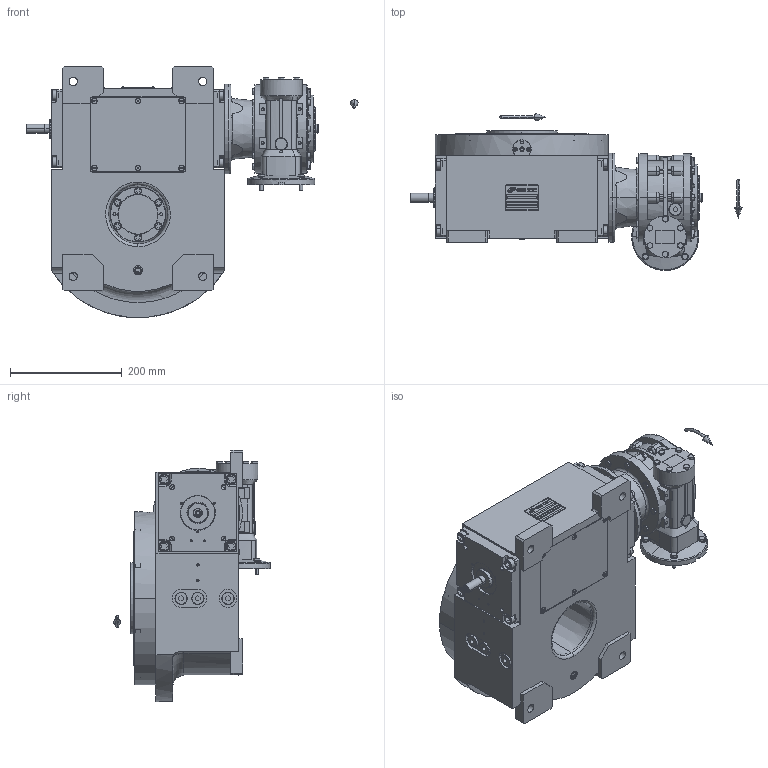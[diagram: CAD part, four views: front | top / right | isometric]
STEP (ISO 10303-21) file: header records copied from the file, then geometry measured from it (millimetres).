
FILE_DESCRIPTION (( 'STEP AP203' ), '1' );
FILE_NAME ('PC5201695.step', '2025-11-26T13:13:20', ( '' ), ( '' ), 'SwSTEP 2.0', 'SolidWorks 2020', '' );
FILE_SCHEMA (( 'CONFIG_CONTROL_DESIGN' ));
Length unit declared in the file: millimetre
Products named in the file (84): cfn2151_01_167; AS_rig09_015; cfn2115_01_006; cfn2000_01_099; rig09_016; cfn2070_05_009; AS_rig09_004; cfn2077_01_036; cfn2104_01_018; cfn2151_01_170; AS_rig09_016; cfn2000_01_126; cfn2276_01_056; CFN2104_02_018.stp; cfn2003_01_054; freccia_angolare_albero; cfn2000_01_081; cfn2000_01_161; rig09_003_6; 900_38_30_003; RIG09_005_ASM.stp; rig09_071_6_m.stp; CFN2010_01_020.stp; CFN2000_01_185.stp; cfn2128_19_002; cfn2476_01_002_60x46; CFN2010_02_002.stp; rig09_001_a; CFN2223_02_003.stp; cfn2205_01_015; RIG09_021_AF0.stp; AS_cfn2476_01_002_60x46; rig09_004; RIG09_005_AF0.stp; PC5201695; AS_rig09_002_bl; olio_agip_blasia_150; cfn2107_01_001; cfn2155_01_095; freccia_angolare ...
Assembly tree (72 placements, depth 5):
  cfn2151_01_167
  cfn2077_01_036
  cfn2151_01_170
  cfn2276_01_056
  CFN2010_01_020.stp
Bounding box: 594.5 x 281 x 450 mm (x, y, z)
Volume: 6495943.7 mm3; surface area: 1554616.7 mm2
Topology: 63 solids, 63 shells, 3454 faces, 8610 edges, 5461 vertices
Faces by surface type: plane 1695, cylinder 992, cone 527, torus 226, bspline 10, sphere 4
Entity records: 125976 total; most frequent: CARTESIAN_POINT 36284, DIRECTION 16934, ORIENTED_EDGE 16842, EDGE_CURVE 8421, AXIS2_PLACEMENT_3D 6204, VERTEX_POINT 5397, VECTOR 4526, LINE 4526
